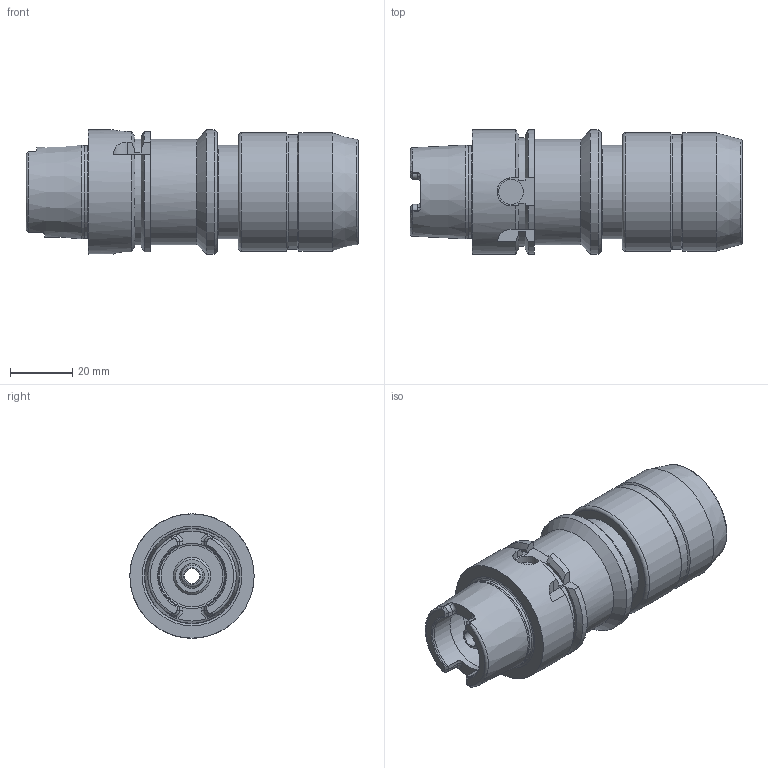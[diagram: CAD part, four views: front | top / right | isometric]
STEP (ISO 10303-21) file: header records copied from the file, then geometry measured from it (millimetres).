
FILE_DESCRIPTION((''),'2;1');
FILE_NAME('552013001080-3D.stp','2020-07-03T13:12:12',('nttooll'),(''),'Autodesk Inventor 2012','Autodesk Inventor 2012','');
FILE_SCHEMA(('AUTOMOTIVE_DESIGN { 1 0 10303 214 1 1 1 1 }'));
Length unit declared in the file: millimetre
Products named in the file (1): 552013001080-3D
Bounding box: 106.8 x 40 x 40 mm (x, y, z)
Volume: 74566.4 mm3; surface area: 23061 mm2
Topology: 1 solids, 1 shells, 155 faces, 361 edges, 219 vertices
Faces by surface type: plane 58, cylinder 44, cone 31, torus 22
Full cylindrical faces by diameter (mm): 5 x1, 5.103 x1, 6.5 x1, 7.5 x1, 8 x2, 12 x1, 19 x1, 19.4 x1, 21 x1, 21.8 x1, 25.5 x1, 26 x1, 29.8 x1, 30 x1, 30.2 x1, 34 x1, 37 x1, 38 x2, 40 x2
Entity records: 4271 total; most frequent: CARTESIAN_POINT 931, DIRECTION 721, ORIENTED_EDGE 612, EDGE_CURVE 306, AXIS2_PLACEMENT_3D 303, EDGE_LOOP 219, VERTEX_POINT 215, FACE_OUTER_BOUND 155
